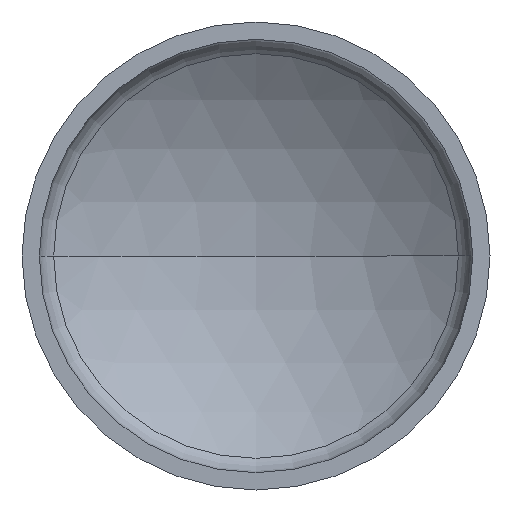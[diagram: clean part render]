
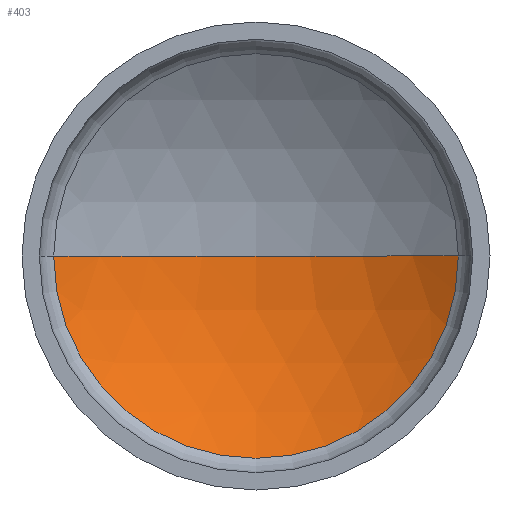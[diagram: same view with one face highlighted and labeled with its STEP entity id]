
A CAD part, front view. The second image highlights one B-rep face of the part: STEP entity #403.
In plain terms, the highlighted spherical face has radius 39.2 mm.
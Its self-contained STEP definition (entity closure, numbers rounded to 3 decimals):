
#14 = CARTESIAN_POINT ( 'NONE',  ( 23.341, 12.293, 0. ) ) ;
#23 = FACE_OUTER_BOUND ( 'NONE', #352, .T. ) ;
#34 = EDGE_CURVE ( 'NONE', #309, #99, #125, .T. ) ;
#48 = CARTESIAN_POINT ( 'NONE',  ( 0., 20., 0. ) ) ;
#49 = CIRCLE ( 'NONE', #264, 23.341 ) ;
#65 = ORIENTED_EDGE ( 'NONE', *, *, #175, .F. ) ;
#74 = DIRECTION ( 'NONE',  ( 0., 0., -1. ) ) ;
#80 = CARTESIAN_POINT ( 'NONE',  ( 0., 12.293, 0. ) ) ;
#81 = CARTESIAN_POINT ( 'NONE',  ( -23.341, 12.293, 0. ) ) ;
#99 = VERTEX_POINT ( 'NONE', #48 ) ;
#125 = CIRCLE ( 'NONE', #402, 39.2 ) ;
#136 = CIRCLE ( 'NONE', #374, 39.2 ) ;
#150 = SPHERICAL_SURFACE ( 'NONE', #199, 39.2 ) ;
#151 = ORIENTED_EDGE ( 'NONE', *, *, #303, .T. ) ;
#156 = DIRECTION ( 'NONE',  ( -1., 0., 0. ) ) ;
#167 = DIRECTION ( 'NONE',  ( -1., 0., 0. ) ) ;
#171 = DIRECTION ( 'NONE',  ( 0., 1., 0. ) ) ;
#175 = EDGE_CURVE ( 'NONE', #251, #309, #49, .T. ) ;
#180 = ORIENTED_EDGE ( 'NONE', *, *, #34, .F. ) ;
#199 = AXIS2_PLACEMENT_3D ( 'NONE', #342, #214, #156 ) ;
#214 = DIRECTION ( 'NONE',  ( 0., 0., 1. ) ) ;
#251 = VERTEX_POINT ( 'NONE', #14 ) ;
#264 = AXIS2_PLACEMENT_3D ( 'NONE', #80, #171, #297 ) ;
#266 = DIRECTION ( 'NONE',  ( 0., 0., 1. ) ) ;
#297 = DIRECTION ( 'NONE',  ( -1., 0., 0. ) ) ;
#303 = EDGE_CURVE ( 'NONE', #251, #99, #136, .T. ) ;
#309 = VERTEX_POINT ( 'NONE', #81 ) ;
#342 = CARTESIAN_POINT ( 'NONE',  ( 0., -19.2, 0. ) ) ;
#352 = EDGE_LOOP ( 'NONE', ( #65, #151, #180 ) ) ;
#362 = CARTESIAN_POINT ( 'NONE',  ( 0., -19.2, 0. ) ) ;
#374 = AXIS2_PLACEMENT_3D ( 'NONE', #362, #266, #394 ) ;
#385 = CARTESIAN_POINT ( 'NONE',  ( 0., -19.2, 0. ) ) ;
#394 = DIRECTION ( 'NONE',  ( 1., 0., 0. ) ) ;
#402 = AXIS2_PLACEMENT_3D ( 'NONE', #385, #74, #167 ) ;
#403 = ADVANCED_FACE ( 'NONE', ( #23 ), #150, .F. ) ;
